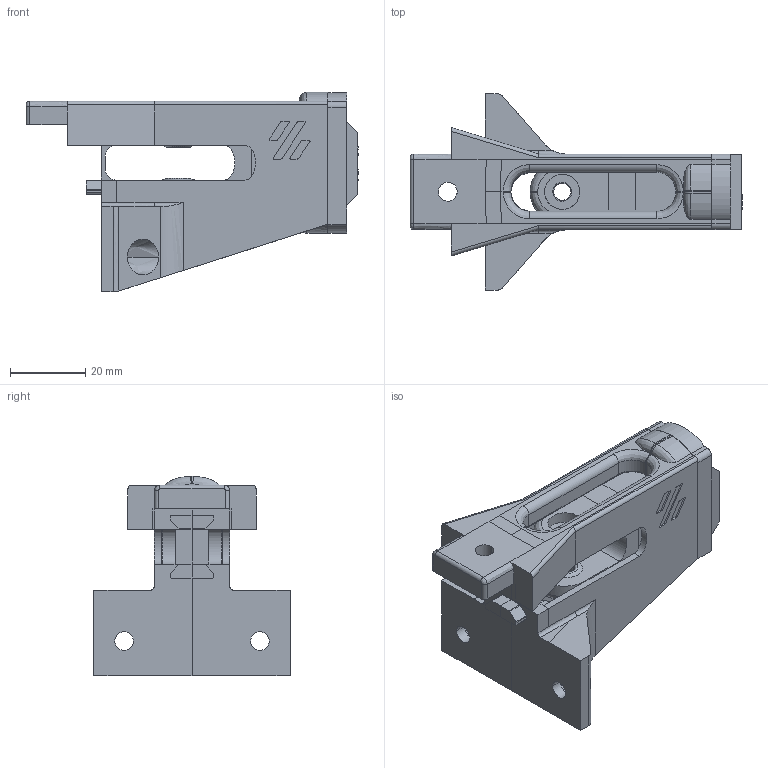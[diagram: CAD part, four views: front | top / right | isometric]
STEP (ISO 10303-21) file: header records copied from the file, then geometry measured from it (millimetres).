
FILE_DESCRIPTION(/* description */ (''),/* implementation_level */ '2;1');
FILE_NAME(/* name */ 'SW Y Belt Tensioner',/* time_stamp */ '2021-09-04T21:25:42+03:00',/* author */ (''),/* organization */ (''),/* preprocessor_version */ 'ST-DEVELOPER v15',/* originating_system */ '',/* authorisation */ '');
FILE_SCHEMA (('CONFIG_CONTROL_DESIGN'));
Length unit declared in the file: millimetre
Products named in the file (1): Document
Bounding box: 88 x 52 x 52.87 mm (x, y, z)
Volume: 45051.5 mm3; surface area: 22868.4 mm2
Topology: 3 solids, 3 shells, 417 faces, 1024 edges, 624 vertices
Faces by surface type: bspline 298, plane 119
Entity records: 15652 total; most frequent: CARTESIAN_POINT 9691, ORIENTED_EDGE 2048, EDGE_CURVE 1024, VERTEX_POINT 624, EDGE_LOOP 452, B_SPLINE_CURVE_WITH_KNOTS 435, ADVANCED_FACE 417, FACE_OUTER_BOUND 417
